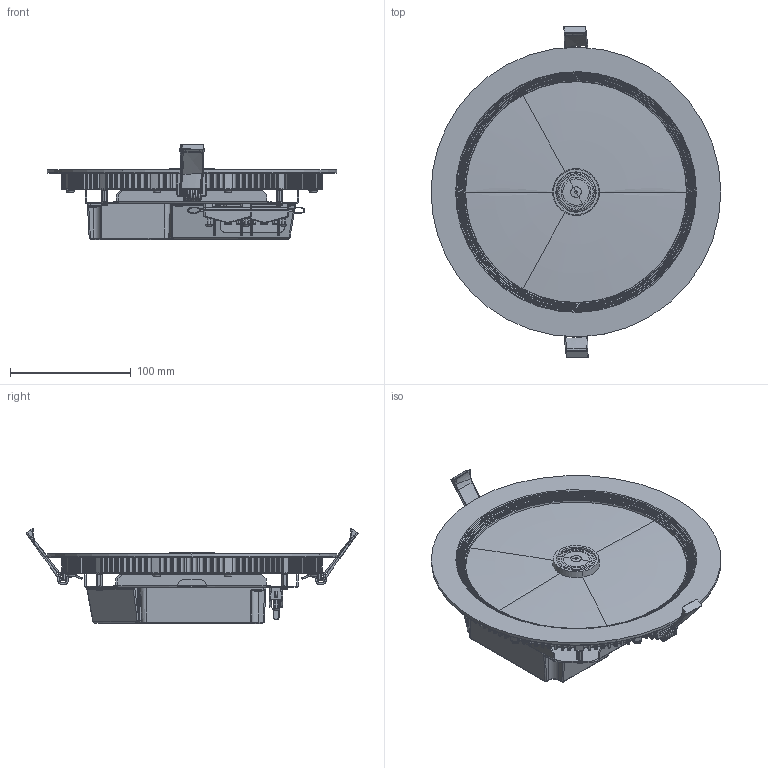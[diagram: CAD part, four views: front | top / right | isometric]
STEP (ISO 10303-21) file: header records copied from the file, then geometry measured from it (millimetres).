
FILE_DESCRIPTION(('',''),'2;1');
FILE_NAME('','',('none'),('none'),'','','none');
FILE_SCHEMA(('AUTOMOTIVE_DESIGN { 1 0 10303 214 1 1 1 1 }'));
Products named in the file (1): EO10299667
Bounding box: 240.08 x 275.11 x 79 mm (x, y, z)
Volume: 1042532.9 mm3; surface area: 268860.9 mm2
Topology: 42 solids, 42 shells, 3675 faces, 8512 edges, 4652 vertices
Faces by surface type: cylinder 1307, torus 877, plane 824, bspline 335, sphere 207, cone 117, extrusion 6, revolution 2
Entity records: 120637 total; most frequent: CARTESIAN_POINT 44964, ORIENTED_EDGE 16414, DIRECTION 13359, EDGE_CURVE 8207, AXIS2_PLACEMENT_3D 6930, VERTEX_POINT 4652, CIRCLE 3874, EDGE_LOOP 3727
